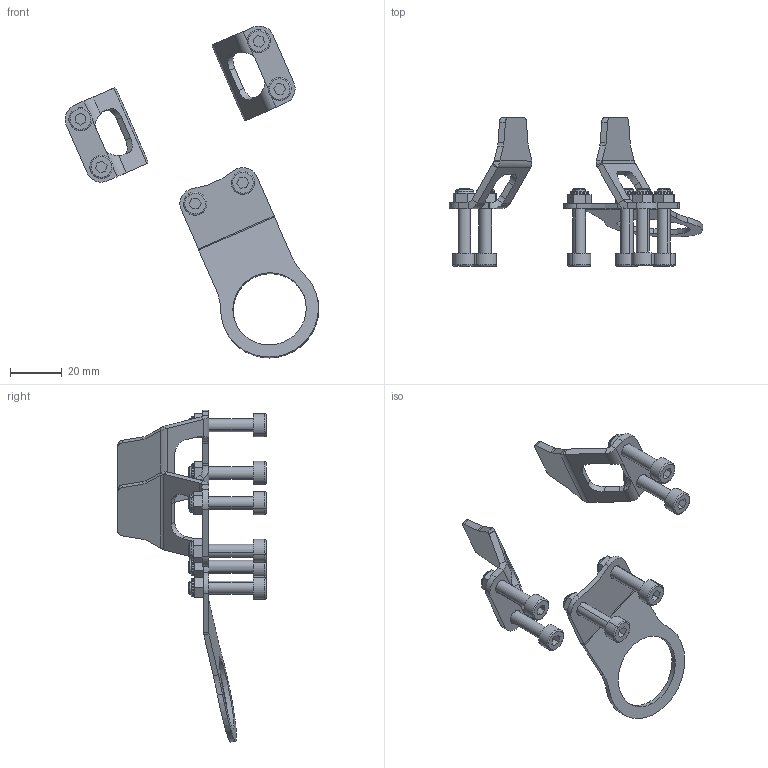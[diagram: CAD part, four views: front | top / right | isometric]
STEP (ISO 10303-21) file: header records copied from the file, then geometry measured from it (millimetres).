
FILE_DESCRIPTION (( 'STEP AP203' ), '1' );
FILE_NAME ('P1147.STEP', '2020-02-14T07:33:55', ( '' ), ( '' ), 'SwSTEP 2.0', 'SolidWorks 2017', '' );
FILE_SCHEMA (( 'CONFIG_CONTROL_DESIGN' ));
Length unit declared in the file: millimetre
Products named in the file (1): P1147
Bounding box: 98.25 x 57.38 x 128.56 mm (x, y, z)
Volume: 14283.7 mm3; surface area: 15220.6 mm2
Topology: 15 solids, 15 shells, 379 faces, 871 edges, 530 vertices
Faces by surface type: plane 200, cylinder 109, torus 36, cone 24, bspline 10
Entity records: 11144 total; most frequent: CARTESIAN_POINT 2315, DIRECTION 1911, ORIENTED_EDGE 1742, EDGE_CURVE 871, AXIS2_PLACEMENT_3D 708, VERTEX_POINT 530, VECTOR 495, LINE 495
